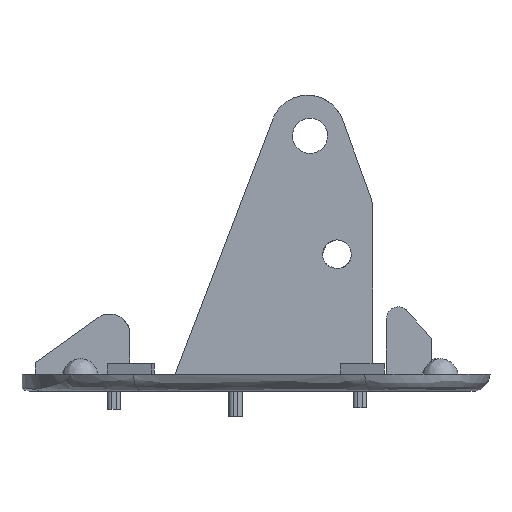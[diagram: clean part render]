
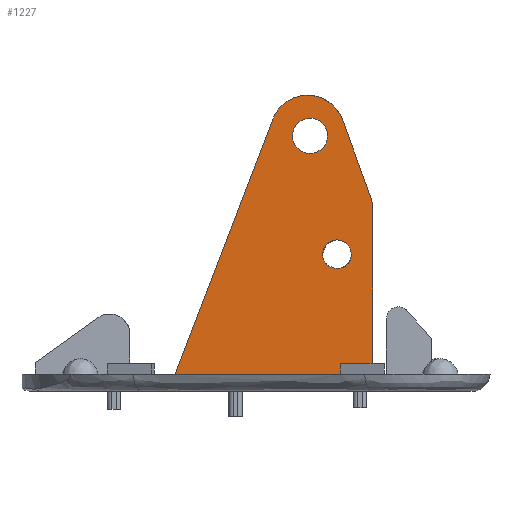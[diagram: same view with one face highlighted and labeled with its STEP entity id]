
A CAD part, left-side view. The second image highlights one B-rep face of the part: STEP entity #1227.
In plain terms, the highlighted free-form (B-spline) face has degree [1, 1] with [2, 2] control points.
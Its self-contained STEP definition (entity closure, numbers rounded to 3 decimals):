
#947 = VERTEX_POINT('',#948);
#948 = CARTESIAN_POINT('',(21.249,29.748,1.615
    ));
#953 = EDGE_CURVE('',#947,#954,#956,.T.);
#954 = VERTEX_POINT('',#955);
#955 = CARTESIAN_POINT('',(21.249,11.049,
    1.615));
#956 = B_SPLINE_CURVE_WITH_KNOTS('',1,(#957,#958),.UNSPECIFIED.,.F.,.F.,
  (2,2),(0.,22.),.PIECEWISE_BEZIER_KNOTS.);
#957 = CARTESIAN_POINT('',(21.249,29.748,1.615
    ));
#958 = CARTESIAN_POINT('',(21.249,11.049,
    1.615));
#1194 = EDGE_CURVE('',#1195,#1197,#1199,.T.);
#1195 = VERTEX_POINT('',#1196);
#1196 = CARTESIAN_POINT('',(21.249,15.342,24.138
    ));
#1197 = VERTEX_POINT('',#1198);
#1198 = CARTESIAN_POINT('',(21.249,18.656,24.138)
  );
#1199 = ( BOUNDED_CURVE() B_SPLINE_CURVE(2,(#1200,#1201,#1202,#1203,
#1204),.UNSPECIFIED.,.F.,.F.) B_SPLINE_CURVE_WITH_KNOTS((3,2,3),(0.,
1.571,3.142),.PIECEWISE_BEZIER_KNOTS.) CURVE() 
GEOMETRIC_REPRESENTATION_ITEM() RATIONAL_B_SPLINE_CURVE((1.,
0.707,1.,0.707,1.)) REPRESENTATION_ITEM('') );
#1200 = CARTESIAN_POINT('',(21.249,15.342,24.138
    ));
#1201 = CARTESIAN_POINT('',(21.249,15.342,
    22.481));
#1202 = CARTESIAN_POINT('',(21.249,16.999,
    22.481));
#1203 = CARTESIAN_POINT('',(21.249,18.656,
    22.481));
#1204 = CARTESIAN_POINT('',(21.249,18.656,24.138)
  );
#1227 = ADVANCED_FACE('',(#1228,#1266,#1277),#1299,.T.);
#1228 = FACE_BOUND('',#1229,.F.);
#1229 = EDGE_LOOP('',(#1230,#1240,#1245,#1246,#1253,#1261));
#1230 = ORIENTED_EDGE('',*,*,#1231,.F.);
#1231 = EDGE_CURVE('',#1232,#1234,#1236,.T.);
#1232 = VERTEX_POINT('',#1233);
#1233 = CARTESIAN_POINT('',(21.249,11.049,
    17.164));
#1234 = VERTEX_POINT('',#1235);
#1235 = CARTESIAN_POINT('',(21.249,11.254,
    18.327));
#1236 = ( BOUNDED_CURVE() B_SPLINE_CURVE(2,(#1237,#1238,#1239),
.UNSPECIFIED.,.F.,.F.) B_SPLINE_CURVE_WITH_KNOTS((3,3),(0.,
0.349),.PIECEWISE_BEZIER_KNOTS.) CURVE() 
GEOMETRIC_REPRESENTATION_ITEM() RATIONAL_B_SPLINE_CURVE((1.,
0.985,1.)) REPRESENTATION_ITEM('') );
#1237 = CARTESIAN_POINT('',(21.249,11.049,
    17.164));
#1238 = CARTESIAN_POINT('',(21.249,11.049,
    17.764));
#1239 = CARTESIAN_POINT('',(21.249,11.254,
    18.327));
#1240 = ORIENTED_EDGE('',*,*,#1241,.F.);
#1241 = EDGE_CURVE('',#954,#1232,#1242,.T.);
#1242 = B_SPLINE_CURVE_WITH_KNOTS('',1,(#1243,#1244),.UNSPECIFIED.,.F.,
  .F.,(2,2),(0.,18.295),.PIECEWISE_BEZIER_KNOTS.);
#1243 = CARTESIAN_POINT('',(21.249,11.049,
    1.615));
#1244 = CARTESIAN_POINT('',(21.249,11.049,
    17.164));
#1245 = ORIENTED_EDGE('',*,*,#953,.F.);
#1246 = ORIENTED_EDGE('',*,*,#1247,.F.);
#1247 = EDGE_CURVE('',#1248,#947,#1250,.T.);
#1248 = VERTEX_POINT('',#1249);
#1249 = CARTESIAN_POINT('',(21.249,20.499,
    25.71));
#1250 = B_SPLINE_CURVE_WITH_KNOTS('',1,(#1251,#1252),.UNSPECIFIED.,.F.,
  .F.,(2,2),(0.,30.366),.PIECEWISE_BEZIER_KNOTS.);
#1251 = CARTESIAN_POINT('',(21.249,20.499,
    25.71));
#1252 = CARTESIAN_POINT('',(21.249,29.748,
    1.615));
#1253 = ORIENTED_EDGE('',*,*,#1254,.F.);
#1254 = EDGE_CURVE('',#1255,#1248,#1257,.T.);
#1255 = VERTEX_POINT('',#1256);
#1256 = CARTESIAN_POINT('',(21.249,13.921,
    25.653));
#1257 = ( BOUNDED_CURVE() B_SPLINE_CURVE(2,(#1258,#1259,#1260),
.UNSPECIFIED.,.F.,.F.) B_SPLINE_CURVE_WITH_KNOTS((3,3),(0.,
2.426),.PIECEWISE_BEZIER_KNOTS.) CURVE() 
GEOMETRIC_REPRESENTATION_ITEM() RATIONAL_B_SPLINE_CURVE((1.,
0.35,1.)) REPRESENTATION_ITEM('') );
#1258 = CARTESIAN_POINT('',(21.249,13.921,
    25.653));
#1259 = CARTESIAN_POINT('',(21.249,17.133,
    34.479));
#1260 = CARTESIAN_POINT('',(21.249,20.499,
    25.71));
#1261 = ORIENTED_EDGE('',*,*,#1262,.F.);
#1262 = EDGE_CURVE('',#1234,#1255,#1263,.T.);
#1263 = B_SPLINE_CURVE_WITH_KNOTS('',1,(#1264,#1265),.UNSPECIFIED.,.F.,
  .F.,(2,2),(0.,9.172),.PIECEWISE_BEZIER_KNOTS.);
#1264 = CARTESIAN_POINT('',(21.249,11.254,
    18.327));
#1265 = CARTESIAN_POINT('',(21.249,13.921,
    25.653));
#1266 = FACE_BOUND('',#1267,.F.);
#1267 = EDGE_LOOP('',(#1268,#1269));
#1268 = ORIENTED_EDGE('',*,*,#1194,.F.);
#1269 = ORIENTED_EDGE('',*,*,#1270,.F.);
#1270 = EDGE_CURVE('',#1197,#1195,#1271,.T.);
#1271 = ( BOUNDED_CURVE() B_SPLINE_CURVE(2,(#1272,#1273,#1274,#1275,
#1276),.UNSPECIFIED.,.F.,.F.) B_SPLINE_CURVE_WITH_KNOTS((3,2,3),(0.,
1.571,3.142),.PIECEWISE_BEZIER_KNOTS.) CURVE() 
GEOMETRIC_REPRESENTATION_ITEM() RATIONAL_B_SPLINE_CURVE((1.,
0.707,1.,0.707,1.)) REPRESENTATION_ITEM('') );
#1272 = CARTESIAN_POINT('',(21.249,18.656,24.138)
  );
#1273 = CARTESIAN_POINT('',(21.249,18.656,
    25.796));
#1274 = CARTESIAN_POINT('',(21.249,16.999,
    25.796));
#1275 = CARTESIAN_POINT('',(21.249,15.342,
    25.796));
#1276 = CARTESIAN_POINT('',(21.249,15.342,24.138
    ));
#1277 = FACE_BOUND('',#1278,.F.);
#1278 = EDGE_LOOP('',(#1279,#1291));
#1279 = ORIENTED_EDGE('',*,*,#1280,.F.);
#1280 = EDGE_CURVE('',#1281,#1283,#1285,.T.);
#1281 = VERTEX_POINT('',#1282);
#1282 = CARTESIAN_POINT('',(21.249,13.089,
    12.951));
#1283 = VERTEX_POINT('',#1284);
#1284 = CARTESIAN_POINT('',(21.249,15.809,
    12.951));
#1285 = ( BOUNDED_CURVE() B_SPLINE_CURVE(2,(#1286,#1287,#1288,#1289,
#1290),.UNSPECIFIED.,.F.,.F.) B_SPLINE_CURVE_WITH_KNOTS((3,2,3),(0.,
1.571,3.142),.PIECEWISE_BEZIER_KNOTS.) CURVE() 
GEOMETRIC_REPRESENTATION_ITEM() RATIONAL_B_SPLINE_CURVE((1.,
0.707,1.,0.707,1.)) REPRESENTATION_ITEM('') );
#1286 = CARTESIAN_POINT('',(21.249,13.089,
    12.951));
#1287 = CARTESIAN_POINT('',(21.249,13.089,
    11.591));
#1288 = CARTESIAN_POINT('',(21.249,14.449,
    11.591));
#1289 = CARTESIAN_POINT('',(21.249,15.809,
    11.591));
#1290 = CARTESIAN_POINT('',(21.249,15.809,
    12.951));
#1291 = ORIENTED_EDGE('',*,*,#1292,.F.);
#1292 = EDGE_CURVE('',#1283,#1281,#1293,.T.);
#1293 = ( BOUNDED_CURVE() B_SPLINE_CURVE(2,(#1294,#1295,#1296,#1297,
#1298),.UNSPECIFIED.,.F.,.F.) B_SPLINE_CURVE_WITH_KNOTS((3,2,3),(0.,
1.571,3.142),.PIECEWISE_BEZIER_KNOTS.) CURVE() 
GEOMETRIC_REPRESENTATION_ITEM() RATIONAL_B_SPLINE_CURVE((1.,
0.707,1.,0.707,1.)) REPRESENTATION_ITEM('') );
#1294 = CARTESIAN_POINT('',(21.249,15.809,
    12.951));
#1295 = CARTESIAN_POINT('',(21.249,15.809,
    14.311));
#1296 = CARTESIAN_POINT('',(21.249,14.449,
    14.311));
#1297 = CARTESIAN_POINT('',(21.249,13.089,
    14.311));
#1298 = CARTESIAN_POINT('',(21.249,13.089,
    12.951));
#1299 = B_SPLINE_SURFACE_WITH_KNOTS('',1,1,(
    (#1300,#1301)
    ,(#1302,#1303
    )),.UNSPECIFIED.,.F.,.F.,.F.,(2,2),(2,2),(-35.,-13.),(1.9,
    32.9),.PIECEWISE_BEZIER_KNOTS.);
#1300 = CARTESIAN_POINT('',(21.249,29.748,
    1.615));
#1301 = CARTESIAN_POINT('',(21.249,29.748,
    27.963));
#1302 = CARTESIAN_POINT('',(21.249,11.049,
    1.615));
#1303 = CARTESIAN_POINT('',(21.249,11.049,
    27.963));
